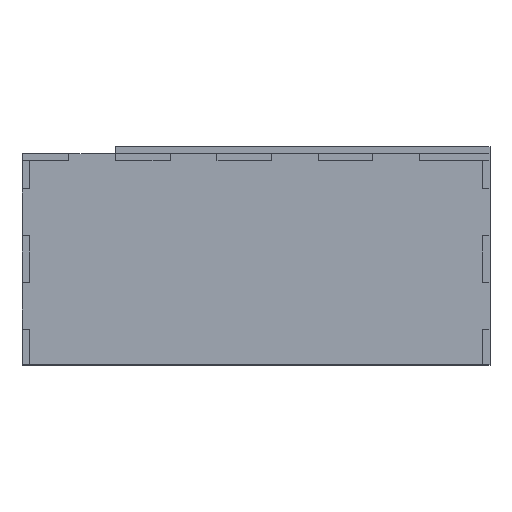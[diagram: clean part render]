
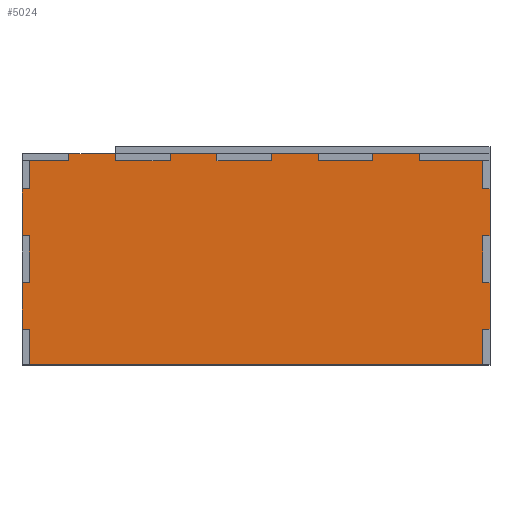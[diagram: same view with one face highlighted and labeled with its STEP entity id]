
A CAD part, top view. The second image highlights one B-rep face of the part: STEP entity #5024.
In plain terms, the highlighted planar face has unit normal (0, 0, 1).
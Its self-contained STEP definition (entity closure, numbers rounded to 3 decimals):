
#141=PLANE('',#5302);
#396=FACE_OUTER_BOUND('',#654,.T.);
#654=EDGE_LOOP('',(#4041,#4042,#4043,#4044,#4045,#4046,#4047,#4048,#4049,
#4050,#4051,#4052,#4053,#4054,#4055,#4056,#4057,#4058,#4059,#4060,#4061,
#4062,#4063,#4064,#4065,#4066,#4067,#4068,#4069,#4070,#4071,#4072,#4073,
#4074,#4075,#4076));
#1018=LINE('',#7137,#1740);
#1022=LINE('',#7145,#1744);
#1025=LINE('',#7151,#1747);
#1028=LINE('',#7157,#1750);
#1031=LINE('',#7163,#1753);
#1034=LINE('',#7169,#1756);
#1037=LINE('',#7175,#1759);
#1040=LINE('',#7181,#1762);
#1043=LINE('',#7187,#1765);
#1046=LINE('',#7193,#1768);
#1049=LINE('',#7199,#1771);
#1052=LINE('',#7205,#1774);
#1055=LINE('',#7211,#1777);
#1058=LINE('',#7217,#1780);
#1061=LINE('',#7223,#1783);
#1064=LINE('',#7229,#1786);
#1067=LINE('',#7235,#1789);
#1070=LINE('',#7241,#1792);
#1073=LINE('',#7247,#1795);
#1076=LINE('',#7253,#1798);
#1079=LINE('',#7259,#1801);
#1082=LINE('',#7265,#1804);
#1085=LINE('',#7271,#1807);
#1088=LINE('',#7277,#1810);
#1091=LINE('',#7283,#1813);
#1094=LINE('',#7289,#1816);
#1097=LINE('',#7295,#1819);
#1100=LINE('',#7301,#1822);
#1103=LINE('',#7307,#1825);
#1106=LINE('',#7313,#1828);
#1109=LINE('',#7319,#1831);
#1112=LINE('',#7325,#1834);
#1115=LINE('',#7331,#1837);
#1118=LINE('',#7337,#1840);
#1121=LINE('',#7343,#1843);
#1124=LINE('',#7348,#1846);
#1740=VECTOR('',#5824,10.);
#1744=VECTOR('',#5830,10.);
#1747=VECTOR('',#5835,10.);
#1750=VECTOR('',#5840,10.);
#1753=VECTOR('',#5845,10.);
#1756=VECTOR('',#5850,10.);
#1759=VECTOR('',#5855,10.);
#1762=VECTOR('',#5860,10.);
#1765=VECTOR('',#5865,10.);
#1768=VECTOR('',#5870,10.);
#1771=VECTOR('',#5875,10.);
#1774=VECTOR('',#5880,10.);
#1777=VECTOR('',#5885,10.);
#1780=VECTOR('',#5890,10.);
#1783=VECTOR('',#5895,10.);
#1786=VECTOR('',#5900,10.);
#1789=VECTOR('',#5905,10.);
#1792=VECTOR('',#5910,10.);
#1795=VECTOR('',#5915,10.);
#1798=VECTOR('',#5920,10.);
#1801=VECTOR('',#5925,10.);
#1804=VECTOR('',#5930,10.);
#1807=VECTOR('',#5935,10.);
#1810=VECTOR('',#5940,10.);
#1813=VECTOR('',#5945,10.);
#1816=VECTOR('',#5950,10.);
#1819=VECTOR('',#5955,10.);
#1822=VECTOR('',#5960,10.);
#1825=VECTOR('',#5965,10.);
#1828=VECTOR('',#5970,10.);
#1831=VECTOR('',#5975,10.);
#1834=VECTOR('',#5980,10.);
#1837=VECTOR('',#5985,10.);
#1840=VECTOR('',#5990,10.);
#1843=VECTOR('',#5995,10.);
#1846=VECTOR('',#6000,10.);
#2395=VERTEX_POINT('',#7135);
#2396=VERTEX_POINT('',#7136);
#2399=VERTEX_POINT('',#7144);
#2401=VERTEX_POINT('',#7150);
#2403=VERTEX_POINT('',#7156);
#2405=VERTEX_POINT('',#7162);
#2407=VERTEX_POINT('',#7168);
#2409=VERTEX_POINT('',#7174);
#2411=VERTEX_POINT('',#7180);
#2413=VERTEX_POINT('',#7186);
#2415=VERTEX_POINT('',#7192);
#2417=VERTEX_POINT('',#7198);
#2419=VERTEX_POINT('',#7204);
#2421=VERTEX_POINT('',#7210);
#2423=VERTEX_POINT('',#7216);
#2425=VERTEX_POINT('',#7222);
#2427=VERTEX_POINT('',#7228);
#2429=VERTEX_POINT('',#7234);
#2431=VERTEX_POINT('',#7240);
#2433=VERTEX_POINT('',#7246);
#2435=VERTEX_POINT('',#7252);
#2437=VERTEX_POINT('',#7258);
#2439=VERTEX_POINT('',#7264);
#2441=VERTEX_POINT('',#7270);
#2443=VERTEX_POINT('',#7276);
#2445=VERTEX_POINT('',#7282);
#2447=VERTEX_POINT('',#7288);
#2449=VERTEX_POINT('',#7294);
#2451=VERTEX_POINT('',#7300);
#2453=VERTEX_POINT('',#7306);
#2455=VERTEX_POINT('',#7312);
#2457=VERTEX_POINT('',#7318);
#2459=VERTEX_POINT('',#7324);
#2461=VERTEX_POINT('',#7330);
#2463=VERTEX_POINT('',#7336);
#2465=VERTEX_POINT('',#7342);
#2952=EDGE_CURVE('',#2395,#2396,#1018,.T.);
#2956=EDGE_CURVE('',#2396,#2399,#1022,.T.);
#2959=EDGE_CURVE('',#2399,#2401,#1025,.T.);
#2962=EDGE_CURVE('',#2401,#2403,#1028,.T.);
#2965=EDGE_CURVE('',#2405,#2403,#1031,.T.);
#2968=EDGE_CURVE('',#2405,#2407,#1034,.T.);
#2971=EDGE_CURVE('',#2407,#2409,#1037,.T.);
#2974=EDGE_CURVE('',#2409,#2411,#1040,.T.);
#2977=EDGE_CURVE('',#2413,#2411,#1043,.T.);
#2980=EDGE_CURVE('',#2413,#2415,#1046,.T.);
#2983=EDGE_CURVE('',#2415,#2417,#1049,.T.);
#2986=EDGE_CURVE('',#2417,#2419,#1052,.T.);
#2989=EDGE_CURVE('',#2421,#2419,#1055,.T.);
#2992=EDGE_CURVE('',#2421,#2423,#1058,.T.);
#2995=EDGE_CURVE('',#2423,#2425,#1061,.T.);
#2998=EDGE_CURVE('',#2427,#2425,#1064,.T.);
#3001=EDGE_CURVE('',#2429,#2427,#1067,.T.);
#3004=EDGE_CURVE('',#2431,#2429,#1070,.T.);
#3007=EDGE_CURVE('',#2433,#2431,#1073,.T.);
#3010=EDGE_CURVE('',#2433,#2435,#1076,.T.);
#3013=EDGE_CURVE('',#2437,#2435,#1079,.T.);
#3016=EDGE_CURVE('',#2439,#2437,#1082,.T.);
#3019=EDGE_CURVE('',#2441,#2439,#1085,.T.);
#3022=EDGE_CURVE('',#2441,#2443,#1088,.T.);
#3025=EDGE_CURVE('',#2445,#2443,#1091,.T.);
#3028=EDGE_CURVE('',#2447,#2445,#1094,.T.);
#3031=EDGE_CURVE('',#2447,#2449,#1097,.T.);
#3034=EDGE_CURVE('',#2451,#2449,#1100,.T.);
#3037=EDGE_CURVE('',#2451,#2453,#1103,.T.);
#3040=EDGE_CURVE('',#2455,#2453,#1106,.T.);
#3043=EDGE_CURVE('',#2455,#2457,#1109,.T.);
#3046=EDGE_CURVE('',#2457,#2459,#1112,.T.);
#3049=EDGE_CURVE('',#2459,#2461,#1115,.T.);
#3052=EDGE_CURVE('',#2463,#2461,#1118,.T.);
#3055=EDGE_CURVE('',#2463,#2465,#1121,.T.);
#3058=EDGE_CURVE('',#2465,#2395,#1124,.T.);
#4041=ORIENTED_EDGE('',*,*,#3058,.T.);
#4042=ORIENTED_EDGE('',*,*,#2952,.T.);
#4043=ORIENTED_EDGE('',*,*,#2956,.T.);
#4044=ORIENTED_EDGE('',*,*,#2959,.T.);
#4045=ORIENTED_EDGE('',*,*,#2962,.T.);
#4046=ORIENTED_EDGE('',*,*,#2965,.F.);
#4047=ORIENTED_EDGE('',*,*,#2968,.T.);
#4048=ORIENTED_EDGE('',*,*,#2971,.T.);
#4049=ORIENTED_EDGE('',*,*,#2974,.T.);
#4050=ORIENTED_EDGE('',*,*,#2977,.F.);
#4051=ORIENTED_EDGE('',*,*,#2980,.T.);
#4052=ORIENTED_EDGE('',*,*,#2983,.T.);
#4053=ORIENTED_EDGE('',*,*,#2986,.T.);
#4054=ORIENTED_EDGE('',*,*,#2989,.F.);
#4055=ORIENTED_EDGE('',*,*,#2992,.T.);
#4056=ORIENTED_EDGE('',*,*,#2995,.T.);
#4057=ORIENTED_EDGE('',*,*,#2998,.F.);
#4058=ORIENTED_EDGE('',*,*,#3001,.F.);
#4059=ORIENTED_EDGE('',*,*,#3004,.F.);
#4060=ORIENTED_EDGE('',*,*,#3007,.F.);
#4061=ORIENTED_EDGE('',*,*,#3010,.T.);
#4062=ORIENTED_EDGE('',*,*,#3013,.F.);
#4063=ORIENTED_EDGE('',*,*,#3016,.F.);
#4064=ORIENTED_EDGE('',*,*,#3019,.F.);
#4065=ORIENTED_EDGE('',*,*,#3022,.T.);
#4066=ORIENTED_EDGE('',*,*,#3025,.F.);
#4067=ORIENTED_EDGE('',*,*,#3028,.F.);
#4068=ORIENTED_EDGE('',*,*,#3031,.T.);
#4069=ORIENTED_EDGE('',*,*,#3034,.F.);
#4070=ORIENTED_EDGE('',*,*,#3037,.T.);
#4071=ORIENTED_EDGE('',*,*,#3040,.F.);
#4072=ORIENTED_EDGE('',*,*,#3043,.T.);
#4073=ORIENTED_EDGE('',*,*,#3046,.T.);
#4074=ORIENTED_EDGE('',*,*,#3049,.T.);
#4075=ORIENTED_EDGE('',*,*,#3052,.F.);
#4076=ORIENTED_EDGE('',*,*,#3055,.T.);
#5024=ADVANCED_FACE('',(#396),#141,.T.);
#5302=AXIS2_PLACEMENT_3D('',#7350,#6002,#6003);
#5824=DIRECTION('',(-1.,0.,0.));
#5830=DIRECTION('',(0.,-1.,0.));
#5835=DIRECTION('',(-1.,0.,0.));
#5840=DIRECTION('',(0.,1.,0.));
#5845=DIRECTION('',(1.,0.,0.));
#5850=DIRECTION('',(0.,-1.,0.));
#5855=DIRECTION('',(-1.,0.,0.));
#5860=DIRECTION('',(0.,1.,0.));
#5865=DIRECTION('',(1.,0.,0.));
#5870=DIRECTION('',(0.,-1.,0.));
#5875=DIRECTION('',(-1.,0.,0.));
#5880=DIRECTION('',(0.,1.,0.));
#5885=DIRECTION('',(1.,0.,0.));
#5890=DIRECTION('',(0.,-1.,0.));
#5895=DIRECTION('',(-1.,0.,0.));
#5900=DIRECTION('',(0.,1.,0.));
#5905=DIRECTION('',(1.,0.,0.));
#5910=DIRECTION('',(0.,1.,0.));
#5915=DIRECTION('',(-1.,0.,0.));
#5920=DIRECTION('',(0.,-1.,0.));
#5925=DIRECTION('',(1.,0.,0.));
#5930=DIRECTION('',(0.,1.,0.));
#5935=DIRECTION('',(-1.,0.,0.));
#5940=DIRECTION('',(0.,-1.,0.));
#5945=DIRECTION('',(-1.,0.,0.));
#5950=DIRECTION('',(0.,-1.,0.));
#5955=DIRECTION('',(1.,0.,0.));
#5960=DIRECTION('',(0.,-1.,0.));
#5965=DIRECTION('',(-1.,0.,0.));
#5970=DIRECTION('',(0.,-1.,0.));
#5975=DIRECTION('',(1.,0.,0.));
#5980=DIRECTION('',(0.,1.,0.));
#5985=DIRECTION('',(-1.,0.,0.));
#5990=DIRECTION('',(0.,-1.,0.));
#5995=DIRECTION('',(-1.,0.,0.));
#6000=DIRECTION('',(0.,1.,0.));
#6002=DIRECTION('center_axis',(0.,0.,1.));
#6003=DIRECTION('ref_axis',(1.,0.,0.));
#7135=CARTESIAN_POINT('',(170.,0.,150.));
#7136=CARTESIAN_POINT('',(150.,0.,150.));
#7137=CARTESIAN_POINT('',(170.,0.,150.));
#7144=CARTESIAN_POINT('',(150.,-3.,150.));
#7145=CARTESIAN_POINT('',(150.,0.,150.));
#7150=CARTESIAN_POINT('',(126.667,-3.,150.));
#7151=CARTESIAN_POINT('',(200.,-3.,150.));
#7156=CARTESIAN_POINT('',(126.667,0.,150.));
#7157=CARTESIAN_POINT('',(126.667,-3.,150.));
#7162=CARTESIAN_POINT('',(106.667,0.,150.));
#7163=CARTESIAN_POINT('',(0.,0.,150.));
#7168=CARTESIAN_POINT('',(106.667,-3.,150.));
#7169=CARTESIAN_POINT('',(106.667,0.,150.));
#7174=CARTESIAN_POINT('',(83.333,-3.,150.));
#7175=CARTESIAN_POINT('',(200.,-3.,150.));
#7180=CARTESIAN_POINT('',(83.333,0.,150.));
#7181=CARTESIAN_POINT('',(83.333,-3.,150.));
#7186=CARTESIAN_POINT('',(63.333,0.,150.));
#7187=CARTESIAN_POINT('',(0.,0.,150.));
#7192=CARTESIAN_POINT('',(63.333,-3.,150.));
#7193=CARTESIAN_POINT('',(63.333,0.,150.));
#7198=CARTESIAN_POINT('',(40.,-3.,150.));
#7199=CARTESIAN_POINT('',(200.,-3.,150.));
#7204=CARTESIAN_POINT('',(40.,0.,150.));
#7205=CARTESIAN_POINT('',(40.,-3.,150.));
#7210=CARTESIAN_POINT('',(20.,0.,150.));
#7211=CARTESIAN_POINT('',(0.,0.,150.));
#7216=CARTESIAN_POINT('',(20.,-3.,150.));
#7217=CARTESIAN_POINT('',(20.,0.,150.));
#7222=CARTESIAN_POINT('',(3.,-3.,150.));
#7223=CARTESIAN_POINT('',(200.,-3.,150.));
#7228=CARTESIAN_POINT('',(3.,-15.,150.));
#7229=CARTESIAN_POINT('',(3.,-15.,150.));
#7234=CARTESIAN_POINT('',(0.,-15.,150.));
#7235=CARTESIAN_POINT('',(0.,-15.,150.));
#7240=CARTESIAN_POINT('',(0.,-35.,150.));
#7241=CARTESIAN_POINT('',(0.,-35.,150.));
#7246=CARTESIAN_POINT('',(3.,-35.,150.));
#7247=CARTESIAN_POINT('',(3.,-35.,150.));
#7252=CARTESIAN_POINT('',(3.,-55.,150.));
#7253=CARTESIAN_POINT('',(3.,-35.,150.));
#7258=CARTESIAN_POINT('',(0.,-55.,150.));
#7259=CARTESIAN_POINT('',(0.,-55.,150.));
#7264=CARTESIAN_POINT('',(0.,-75.,150.));
#7265=CARTESIAN_POINT('',(0.,-90.,150.));
#7270=CARTESIAN_POINT('',(3.,-75.,150.));
#7271=CARTESIAN_POINT('',(3.,-75.,150.));
#7276=CARTESIAN_POINT('',(3.,-90.,150.));
#7277=CARTESIAN_POINT('',(3.,-75.,150.));
#7282=CARTESIAN_POINT('',(197.,-90.,150.));
#7283=CARTESIAN_POINT('',(200.,-90.,150.));
#7288=CARTESIAN_POINT('',(197.,-75.,150.));
#7289=CARTESIAN_POINT('',(197.,-3.,150.));
#7294=CARTESIAN_POINT('',(200.,-75.,150.));
#7295=CARTESIAN_POINT('',(197.,-75.,150.));
#7300=CARTESIAN_POINT('',(200.,-55.,150.));
#7301=CARTESIAN_POINT('',(200.,0.,150.));
#7306=CARTESIAN_POINT('',(197.,-55.,150.));
#7307=CARTESIAN_POINT('',(200.,-55.,150.));
#7312=CARTESIAN_POINT('',(197.,-35.,150.));
#7313=CARTESIAN_POINT('',(197.,-3.,150.));
#7318=CARTESIAN_POINT('',(200.,-35.,150.));
#7319=CARTESIAN_POINT('',(197.,-35.,150.));
#7324=CARTESIAN_POINT('',(200.,-15.,150.));
#7325=CARTESIAN_POINT('',(200.,-35.,150.));
#7330=CARTESIAN_POINT('',(197.,-15.,150.));
#7331=CARTESIAN_POINT('',(200.,-15.,150.));
#7336=CARTESIAN_POINT('',(197.,-3.,150.));
#7337=CARTESIAN_POINT('',(197.,-3.,150.));
#7342=CARTESIAN_POINT('',(170.,-3.,150.));
#7343=CARTESIAN_POINT('',(200.,-3.,150.));
#7348=CARTESIAN_POINT('',(170.,-3.,150.));
#7350=CARTESIAN_POINT('Origin',(100.,-45.,150.));
